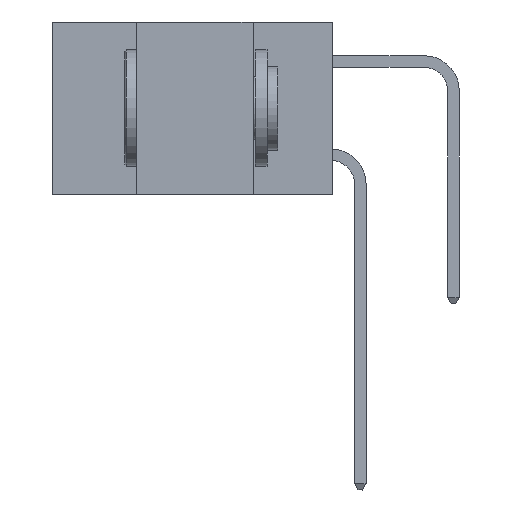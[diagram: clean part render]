
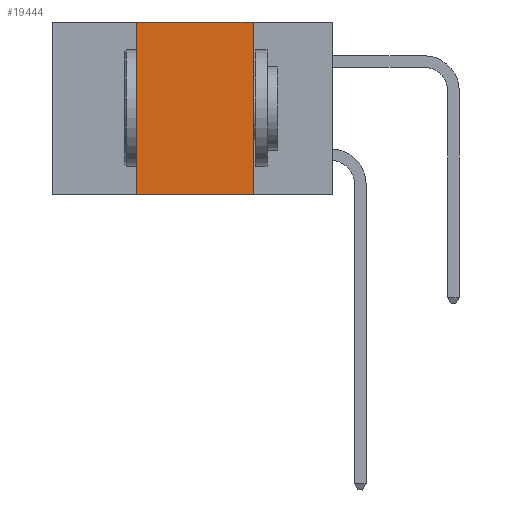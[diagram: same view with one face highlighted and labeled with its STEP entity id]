
A CAD part, left-side view. The second image highlights one B-rep face of the part: STEP entity #19444.
In plain terms, the highlighted planar face has unit normal (-1, 0, 0).
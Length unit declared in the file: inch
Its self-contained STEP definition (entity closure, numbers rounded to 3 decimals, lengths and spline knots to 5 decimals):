
#59 = ORIENTED_EDGE ( 'NONE', *, *, #16642, .F. ) ;
#802 = CARTESIAN_POINT ( 'NONE',  ( 0., 0.6, 0. ) ) ;
#2193 = VERTEX_POINT ( 'NONE', #7534 ) ;
#2261 = EDGE_CURVE ( 'NONE', #2193, #10794, #7761, .T. ) ;
#2480 = LINE ( 'NONE', #802, #3986 ) ;
#3222 = VECTOR ( 'NONE', #21768, 39.37008 ) ;
#3986 = VECTOR ( 'NONE', #21371, 39.37008 ) ;
#4237 = CARTESIAN_POINT ( 'NONE',  ( 0., 0.17, -0.37 ) ) ;
#4939 = CARTESIAN_POINT ( 'NONE',  ( 0., 0.17, 0. ) ) ;
#5345 = VECTOR ( 'NONE', #6372, 39.37008 ) ;
#5872 = AXIS2_PLACEMENT_3D ( 'NONE', #17058, #20672, #16839 ) ;
#6372 = DIRECTION ( 'NONE',  ( 0., -1., 0. ) ) ;
#7534 = CARTESIAN_POINT ( 'NONE',  ( 0., 0.42, -0.37 ) ) ;
#7761 = LINE ( 'NONE', #9684, #5345 ) ;
#8771 = EDGE_CURVE ( 'NONE', #2193, #14342, #13402, .T. ) ;
#8897 = ORIENTED_EDGE ( 'NONE', *, *, #15471, .F. ) ;
#9684 = CARTESIAN_POINT ( 'NONE',  ( 0., 0.6, -0.37 ) ) ;
#9961 = CARTESIAN_POINT ( 'NONE',  ( 0., 0.42, -0.37 ) ) ;
#10794 = VERTEX_POINT ( 'NONE', #21990 ) ;
#12113 = EDGE_LOOP ( 'NONE', ( #8897, #59, #20910, #21960 ) ) ;
#12122 = VECTOR ( 'NONE', #15657, 39.37008 ) ;
#13402 = LINE ( 'NONE', #9961, #12122 ) ;
#13412 = VERTEX_POINT ( 'NONE', #4939 ) ;
#13533 = FACE_OUTER_BOUND ( 'NONE', #12113, .T. ) ;
#14342 = VERTEX_POINT ( 'NONE', #17411 ) ;
#15471 = EDGE_CURVE ( 'NONE', #13412, #10794, #16328, .T. ) ;
#15657 = DIRECTION ( 'NONE',  ( 0., 0., 1. ) ) ;
#16328 = LINE ( 'NONE', #4237, #3222 ) ;
#16642 = EDGE_CURVE ( 'NONE', #14342, #13412, #2480, .T. ) ;
#16839 = DIRECTION ( 'NONE',  ( 0., 0., -1. ) ) ;
#17058 = CARTESIAN_POINT ( 'NONE',  ( 0., 0.6, 0. ) ) ;
#17166 = PLANE ( 'NONE',  #5872 ) ;
#17411 = CARTESIAN_POINT ( 'NONE',  ( 0., 0.42, 0. ) ) ;
#19444 = ADVANCED_FACE ( 'NONE', ( #13533 ), #17166, .F. ) ;
#20672 = DIRECTION ( 'NONE',  ( 1., 0., 0. ) ) ;
#20910 = ORIENTED_EDGE ( 'NONE', *, *, #8771, .F. ) ;
#21371 = DIRECTION ( 'NONE',  ( 0., -1., 0. ) ) ;
#21768 = DIRECTION ( 'NONE',  ( 0., 0., -1. ) ) ;
#21960 = ORIENTED_EDGE ( 'NONE', *, *, #2261, .T. ) ;
#21990 = CARTESIAN_POINT ( 'NONE',  ( 0., 0.17, -0.37 ) ) ;
